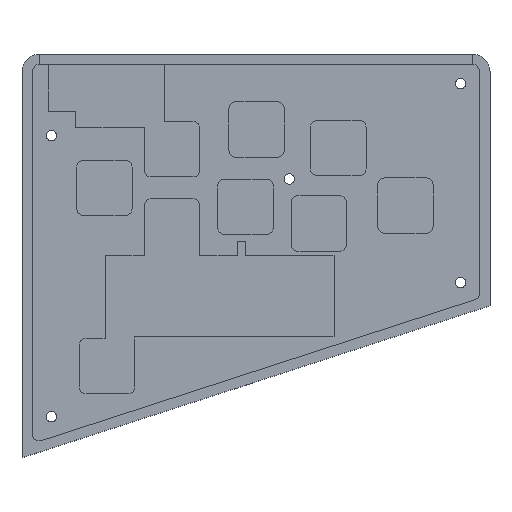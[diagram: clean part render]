
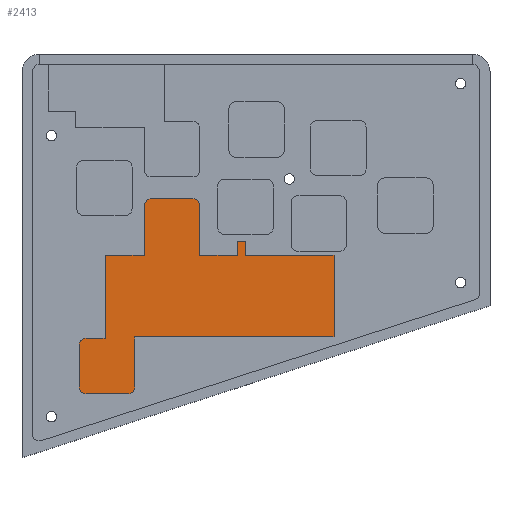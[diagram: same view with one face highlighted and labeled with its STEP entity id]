
A CAD part, top view. The second image highlights one B-rep face of the part: STEP entity #2413.
In plain terms, the highlighted planar face has unit normal (0, 0, 1).
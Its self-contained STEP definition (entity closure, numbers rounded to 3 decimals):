
#98=FACE_OUTER_BOUND('',#234,.T.);
#234=EDGE_LOOP('',(#1650,#1651,#1652,#1653,#1654,#1655,#1656,#1657,#1658,
#1659,#1660,#1661,#1662,#1663,#1664,#1665,#1666,#1667,#1668,#1669,#1670,
#1671,#1672));
#411=CIRCLE('',#2571,2.);
#412=CIRCLE('',#2572,2.);
#413=CIRCLE('',#2573,2.);
#414=CIRCLE('',#2574,2.);
#415=CIRCLE('',#2575,2.);
#520=LINE('',#3618,#777);
#521=LINE('',#3622,#778);
#522=LINE('',#3624,#779);
#523=LINE('',#3626,#780);
#524=LINE('',#3628,#781);
#525=LINE('',#3630,#782);
#526=LINE('',#3634,#783);
#527=LINE('',#3638,#784);
#528=LINE('',#3642,#785);
#529=LINE('',#3644,#786);
#530=LINE('',#3646,#787);
#531=LINE('',#3648,#788);
#532=LINE('',#3650,#789);
#533=LINE('',#3652,#790);
#534=LINE('',#3654,#791);
#535=LINE('',#3656,#792);
#536=LINE('',#3658,#793);
#537=LINE('',#3660,#794);
#777=VECTOR('',#2862,10.);
#778=VECTOR('',#2865,10.);
#779=VECTOR('',#2866,10.);
#780=VECTOR('',#2867,10.);
#781=VECTOR('',#2868,10.);
#782=VECTOR('',#2869,10.);
#783=VECTOR('',#2872,10.);
#784=VECTOR('',#2875,10.);
#785=VECTOR('',#2878,10.);
#786=VECTOR('',#2879,10.);
#787=VECTOR('',#2880,10.);
#788=VECTOR('',#2881,10.);
#789=VECTOR('',#2882,10.);
#790=VECTOR('',#2883,10.);
#791=VECTOR('',#2884,10.);
#792=VECTOR('',#2885,10.);
#793=VECTOR('',#2886,10.);
#794=VECTOR('',#2887,10.);
#1053=VERTEX_POINT('',#3616);
#1054=VERTEX_POINT('',#3617);
#1055=VERTEX_POINT('',#3619);
#1056=VERTEX_POINT('',#3621);
#1057=VERTEX_POINT('',#3623);
#1058=VERTEX_POINT('',#3625);
#1059=VERTEX_POINT('',#3627);
#1060=VERTEX_POINT('',#3629);
#1061=VERTEX_POINT('',#3631);
#1062=VERTEX_POINT('',#3633);
#1063=VERTEX_POINT('',#3635);
#1064=VERTEX_POINT('',#3637);
#1065=VERTEX_POINT('',#3639);
#1066=VERTEX_POINT('',#3641);
#1067=VERTEX_POINT('',#3643);
#1068=VERTEX_POINT('',#3645);
#1069=VERTEX_POINT('',#3647);
#1070=VERTEX_POINT('',#3649);
#1071=VERTEX_POINT('',#3651);
#1072=VERTEX_POINT('',#3653);
#1073=VERTEX_POINT('',#3655);
#1074=VERTEX_POINT('',#3657);
#1075=VERTEX_POINT('',#3659);
#1291=EDGE_CURVE('',#1053,#1054,#520,.T.);
#1292=EDGE_CURVE('',#1055,#1053,#411,.T.);
#1293=EDGE_CURVE('',#1056,#1055,#521,.T.);
#1294=EDGE_CURVE('',#1057,#1056,#522,.T.);
#1295=EDGE_CURVE('',#1058,#1057,#523,.T.);
#1296=EDGE_CURVE('',#1059,#1058,#524,.T.);
#1297=EDGE_CURVE('',#1060,#1059,#525,.T.);
#1298=EDGE_CURVE('',#1061,#1060,#412,.T.);
#1299=EDGE_CURVE('',#1062,#1061,#526,.T.);
#1300=EDGE_CURVE('',#1063,#1062,#413,.T.);
#1301=EDGE_CURVE('',#1064,#1063,#527,.T.);
#1302=EDGE_CURVE('',#1065,#1064,#414,.T.);
#1303=EDGE_CURVE('',#1066,#1065,#528,.T.);
#1304=EDGE_CURVE('',#1067,#1066,#529,.T.);
#1305=EDGE_CURVE('',#1068,#1067,#530,.T.);
#1306=EDGE_CURVE('',#1069,#1068,#531,.T.);
#1307=EDGE_CURVE('',#1070,#1069,#532,.T.);
#1308=EDGE_CURVE('',#1071,#1070,#533,.T.);
#1309=EDGE_CURVE('',#1072,#1071,#534,.T.);
#1310=EDGE_CURVE('',#1073,#1072,#535,.T.);
#1311=EDGE_CURVE('',#1074,#1073,#536,.T.);
#1312=EDGE_CURVE('',#1075,#1074,#537,.T.);
#1313=EDGE_CURVE('',#1054,#1075,#415,.T.);
#1650=ORIENTED_EDGE('',*,*,#1291,.F.);
#1651=ORIENTED_EDGE('',*,*,#1292,.F.);
#1652=ORIENTED_EDGE('',*,*,#1293,.F.);
#1653=ORIENTED_EDGE('',*,*,#1294,.F.);
#1654=ORIENTED_EDGE('',*,*,#1295,.F.);
#1655=ORIENTED_EDGE('',*,*,#1296,.F.);
#1656=ORIENTED_EDGE('',*,*,#1297,.F.);
#1657=ORIENTED_EDGE('',*,*,#1298,.F.);
#1658=ORIENTED_EDGE('',*,*,#1299,.F.);
#1659=ORIENTED_EDGE('',*,*,#1300,.F.);
#1660=ORIENTED_EDGE('',*,*,#1301,.F.);
#1661=ORIENTED_EDGE('',*,*,#1302,.F.);
#1662=ORIENTED_EDGE('',*,*,#1303,.F.);
#1663=ORIENTED_EDGE('',*,*,#1304,.F.);
#1664=ORIENTED_EDGE('',*,*,#1305,.F.);
#1665=ORIENTED_EDGE('',*,*,#1306,.F.);
#1666=ORIENTED_EDGE('',*,*,#1307,.F.);
#1667=ORIENTED_EDGE('',*,*,#1308,.F.);
#1668=ORIENTED_EDGE('',*,*,#1309,.F.);
#1669=ORIENTED_EDGE('',*,*,#1310,.F.);
#1670=ORIENTED_EDGE('',*,*,#1311,.F.);
#1671=ORIENTED_EDGE('',*,*,#1312,.F.);
#1672=ORIENTED_EDGE('',*,*,#1313,.F.);
#2328=PLANE('',#2570);
#2413=ADVANCED_FACE('',(#98),#2328,.T.);
#2570=AXIS2_PLACEMENT_3D('',#3615,#2860,#2861);
#2571=AXIS2_PLACEMENT_3D('',#3620,#2863,#2864);
#2572=AXIS2_PLACEMENT_3D('',#3632,#2870,#2871);
#2573=AXIS2_PLACEMENT_3D('',#3636,#2873,#2874);
#2574=AXIS2_PLACEMENT_3D('',#3640,#2876,#2877);
#2575=AXIS2_PLACEMENT_3D('',#3661,#2888,#2889);
#2860=DIRECTION('center_axis',(0.,0.,1.));
#2861=DIRECTION('ref_axis',(1.,0.,0.));
#2862=DIRECTION('',(1.,0.,0.));
#2863=DIRECTION('center_axis',(0.,0.,-1.));
#2864=DIRECTION('ref_axis',(0.,1.,0.));
#2865=DIRECTION('',(0.,1.,0.));
#2866=DIRECTION('',(1.,0.002,0.));
#2867=DIRECTION('',(1.,0.,0.));
#2868=DIRECTION('',(0.,1.,0.));
#2869=DIRECTION('',(1.,0.,0.));
#2870=DIRECTION('center_axis',(0.,0.,-1.));
#2871=DIRECTION('ref_axis',(0.,1.,0.));
#2872=DIRECTION('',(0.,1.,0.));
#2873=DIRECTION('center_axis',(0.,0.,-1.));
#2874=DIRECTION('ref_axis',(-1.,0.,0.));
#2875=DIRECTION('',(-1.,0.,0.));
#2876=DIRECTION('center_axis',(0.,0.,-1.));
#2877=DIRECTION('ref_axis',(0.,-1.,0.));
#2878=DIRECTION('',(0.,-1.,0.));
#2879=DIRECTION('',(-1.,0.,0.));
#2880=DIRECTION('',(0.,-1.,0.));
#2881=DIRECTION('',(0.,-1.,0.));
#2882=DIRECTION('',(1.,0.,0.));
#2883=DIRECTION('',(0.,-1.,0.));
#2884=DIRECTION('',(1.,0.,0.));
#2885=DIRECTION('',(0.,1.,0.));
#2886=DIRECTION('',(1.,-0.001,0.));
#2887=DIRECTION('',(0.,-1.,0.));
#2888=DIRECTION('center_axis',(0.,0.,-1.));
#2889=DIRECTION('ref_axis',(1.,0.,0.));
#3615=CARTESIAN_POINT('Origin',(67.5,111.77,1.3));
#3616=CARTESIAN_POINT('',(37.311,128.317,1.3));
#3617=CARTESIAN_POINT('',(49.311,128.317,1.3));
#3618=CARTESIAN_POINT('',(37.311,128.317,1.3));
#3619=CARTESIAN_POINT('',(35.311,126.317,1.3));
#3620=CARTESIAN_POINT('Origin',(37.311,126.317,1.3));
#3621=CARTESIAN_POINT('',(35.311,112.056,1.3));
#3622=CARTESIAN_POINT('',(35.311,114.317,1.3));
#3623=CARTESIAN_POINT('',(29.04,112.04,1.3));
#3624=CARTESIAN_POINT('',(29.04,112.04,1.3));
#3625=CARTESIAN_POINT('',(23.96,112.04,1.3));
#3626=CARTESIAN_POINT('',(29.04,112.04,1.3));
#3627=CARTESIAN_POINT('',(23.96,88.,1.3));
#3628=CARTESIAN_POINT('',(23.96,112.04,1.3));
#3629=CARTESIAN_POINT('',(18.5,88.,1.3));
#3630=CARTESIAN_POINT('',(18.5,88.,1.3));
#3631=CARTESIAN_POINT('',(16.5,86.,1.3));
#3632=CARTESIAN_POINT('Origin',(18.5,86.,1.3));
#3633=CARTESIAN_POINT('',(16.5,74.,1.3));
#3634=CARTESIAN_POINT('',(16.5,74.,1.3));
#3635=CARTESIAN_POINT('',(18.5,72.,1.3));
#3636=CARTESIAN_POINT('Origin',(18.5,74.,1.3));
#3637=CARTESIAN_POINT('',(30.5,72.,1.3));
#3638=CARTESIAN_POINT('',(30.5,72.,1.3));
#3639=CARTESIAN_POINT('',(32.5,74.,1.3));
#3640=CARTESIAN_POINT('Origin',(30.5,74.,1.3));
#3641=CARTESIAN_POINT('',(32.5,88.42,1.3));
#3642=CARTESIAN_POINT('',(32.5,86.,1.3));
#3643=CARTESIAN_POINT('',(90.,88.42,1.3));
#3644=CARTESIAN_POINT('',(32.5,88.42,1.3));
#3645=CARTESIAN_POINT('',(90.,109.5,1.3));
#3646=CARTESIAN_POINT('',(90.,88.42,1.3));
#3647=CARTESIAN_POINT('',(90.,112.04,1.3));
#3648=CARTESIAN_POINT('',(90.,112.04,1.3));
#3649=CARTESIAN_POINT('',(64.6,112.04,1.3));
#3650=CARTESIAN_POINT('',(84.92,112.04,1.3));
#3651=CARTESIAN_POINT('',(64.6,115.85,1.3));
#3652=CARTESIAN_POINT('',(64.6,112.04,1.3));
#3653=CARTESIAN_POINT('',(62.06,115.85,1.3));
#3654=CARTESIAN_POINT('',(64.6,115.85,1.3));
#3655=CARTESIAN_POINT('',(62.06,112.04,1.3));
#3656=CARTESIAN_POINT('',(62.06,115.85,1.3));
#3657=CARTESIAN_POINT('',(51.311,112.056,1.3));
#3658=CARTESIAN_POINT('',(51.311,112.056,1.3));
#3659=CARTESIAN_POINT('',(51.311,126.317,1.3));
#3660=CARTESIAN_POINT('',(51.311,114.317,1.3));
#3661=CARTESIAN_POINT('Origin',(49.311,126.317,1.3));
